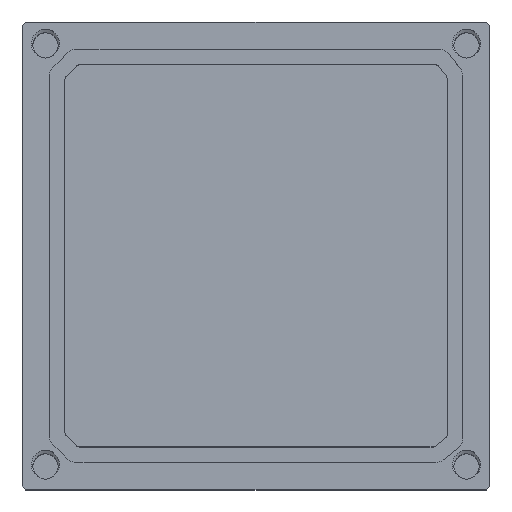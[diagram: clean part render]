
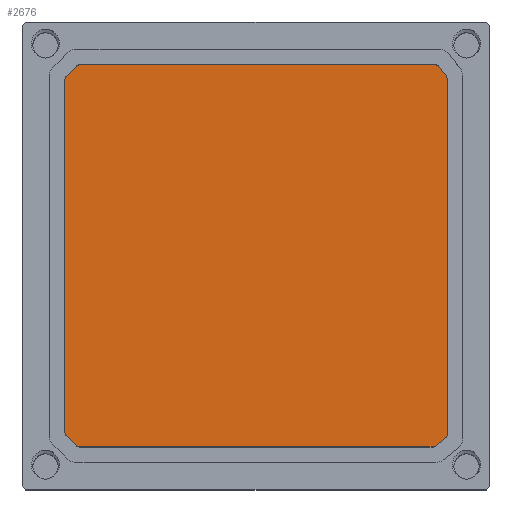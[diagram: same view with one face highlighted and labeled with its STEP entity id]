
A CAD part, top view. The second image highlights one B-rep face of the part: STEP entity #2676.
In plain terms, the highlighted planar face has unit normal (0, 0, 1).
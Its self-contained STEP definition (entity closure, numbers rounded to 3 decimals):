
#54=PLANE('',#2877);
#209=FACE_OUTER_BOUND('',#361,.T.);
#361=EDGE_LOOP('',(#2414,#2415,#2416,#2417,#2418,#2419,#2420,#2421,#2422,
#2423,#2424,#2425,#2426,#2427,#2428,#2429));
#382=CIRCLE('',#2795,0.25);
#384=CIRCLE('',#2799,0.25);
#386=CIRCLE('',#2803,0.25);
#388=CIRCLE('',#2807,0.25);
#390=CIRCLE('',#2811,0.25);
#392=CIRCLE('',#2815,0.25);
#394=CIRCLE('',#2819,0.25);
#396=CIRCLE('',#2823,0.25);
#682=LINE('',#10132,#846);
#687=LINE('',#10146,#851);
#691=LINE('',#10158,#855);
#695=LINE('',#10170,#859);
#699=LINE('',#10182,#863);
#703=LINE('',#10194,#867);
#707=LINE('',#10206,#871);
#711=LINE('',#10218,#875);
#846=VECTOR('',#3162,10.);
#851=VECTOR('',#3175,10.);
#855=VECTOR('',#3187,10.);
#859=VECTOR('',#3199,10.);
#863=VECTOR('',#3211,10.);
#867=VECTOR('',#3223,10.);
#871=VECTOR('',#3235,10.);
#875=VECTOR('',#3247,10.);
#1126=VERTEX_POINT('',#10130);
#1127=VERTEX_POINT('',#10131);
#1130=VERTEX_POINT('',#10139);
#1132=VERTEX_POINT('',#10145);
#1134=VERTEX_POINT('',#10151);
#1136=VERTEX_POINT('',#10157);
#1138=VERTEX_POINT('',#10163);
#1140=VERTEX_POINT('',#10169);
#1142=VERTEX_POINT('',#10175);
#1144=VERTEX_POINT('',#10181);
#1146=VERTEX_POINT('',#10187);
#1148=VERTEX_POINT('',#10193);
#1150=VERTEX_POINT('',#10199);
#1152=VERTEX_POINT('',#10205);
#1154=VERTEX_POINT('',#10211);
#1156=VERTEX_POINT('',#10217);
#1494=EDGE_CURVE('',#1126,#1127,#682,.T.);
#1498=EDGE_CURVE('',#1130,#1126,#382,.T.);
#1501=EDGE_CURVE('',#1132,#1130,#687,.T.);
#1504=EDGE_CURVE('',#1134,#1132,#384,.T.);
#1507=EDGE_CURVE('',#1136,#1134,#691,.T.);
#1510=EDGE_CURVE('',#1138,#1136,#386,.T.);
#1513=EDGE_CURVE('',#1140,#1138,#695,.T.);
#1516=EDGE_CURVE('',#1142,#1140,#388,.T.);
#1519=EDGE_CURVE('',#1144,#1142,#699,.T.);
#1522=EDGE_CURVE('',#1146,#1144,#390,.T.);
#1525=EDGE_CURVE('',#1148,#1146,#703,.T.);
#1528=EDGE_CURVE('',#1150,#1148,#392,.T.);
#1531=EDGE_CURVE('',#1152,#1150,#707,.T.);
#1534=EDGE_CURVE('',#1154,#1152,#394,.T.);
#1537=EDGE_CURVE('',#1156,#1154,#711,.T.);
#1540=EDGE_CURVE('',#1127,#1156,#396,.T.);
#2414=ORIENTED_EDGE('',*,*,#1494,.T.);
#2415=ORIENTED_EDGE('',*,*,#1540,.T.);
#2416=ORIENTED_EDGE('',*,*,#1537,.T.);
#2417=ORIENTED_EDGE('',*,*,#1534,.T.);
#2418=ORIENTED_EDGE('',*,*,#1531,.T.);
#2419=ORIENTED_EDGE('',*,*,#1528,.T.);
#2420=ORIENTED_EDGE('',*,*,#1525,.T.);
#2421=ORIENTED_EDGE('',*,*,#1522,.T.);
#2422=ORIENTED_EDGE('',*,*,#1519,.T.);
#2423=ORIENTED_EDGE('',*,*,#1516,.T.);
#2424=ORIENTED_EDGE('',*,*,#1513,.T.);
#2425=ORIENTED_EDGE('',*,*,#1510,.T.);
#2426=ORIENTED_EDGE('',*,*,#1507,.T.);
#2427=ORIENTED_EDGE('',*,*,#1504,.T.);
#2428=ORIENTED_EDGE('',*,*,#1501,.T.);
#2429=ORIENTED_EDGE('',*,*,#1498,.T.);
#2676=ADVANCED_FACE('',(#209),#54,.T.);
#2795=AXIS2_PLACEMENT_3D('',#10140,#3168,#3169);
#2799=AXIS2_PLACEMENT_3D('',#10152,#3180,#3181);
#2803=AXIS2_PLACEMENT_3D('',#10164,#3192,#3193);
#2807=AXIS2_PLACEMENT_3D('',#10176,#3204,#3205);
#2811=AXIS2_PLACEMENT_3D('',#10188,#3216,#3217);
#2815=AXIS2_PLACEMENT_3D('',#10200,#3228,#3229);
#2819=AXIS2_PLACEMENT_3D('',#10212,#3240,#3241);
#2823=AXIS2_PLACEMENT_3D('',#10223,#3252,#3253);
#2877=AXIS2_PLACEMENT_3D('',#10381,#3416,#3417);
#3162=DIRECTION('',(0.,1.,0.));
#3168=DIRECTION('center_axis',(0.,0.,1.));
#3169=DIRECTION('ref_axis',(1.,0.,0.));
#3175=DIRECTION('',(0.777,0.629,0.));
#3180=DIRECTION('center_axis',(0.,0.,1.));
#3181=DIRECTION('ref_axis',(0.629,-0.777,0.));
#3187=DIRECTION('',(1.,0.,0.));
#3192=DIRECTION('center_axis',(0.,0.,1.));
#3193=DIRECTION('ref_axis',(0.,-1.,0.));
#3199=DIRECTION('',(0.707,-0.707,0.));
#3204=DIRECTION('center_axis',(0.,0.,1.));
#3205=DIRECTION('ref_axis',(-0.707,-0.707,0.));
#3211=DIRECTION('',(0.,-1.,0.));
#3216=DIRECTION('center_axis',(0.,0.,1.));
#3217=DIRECTION('ref_axis',(-1.,0.,0.));
#3223=DIRECTION('',(-0.707,-0.707,0.));
#3228=DIRECTION('center_axis',(0.,0.,1.));
#3229=DIRECTION('ref_axis',(-0.707,0.707,0.));
#3235=DIRECTION('',(-1.,0.,0.));
#3240=DIRECTION('center_axis',(0.,0.,1.));
#3241=DIRECTION('ref_axis',(0.,1.,0.));
#3247=DIRECTION('',(-0.629,0.777,0.));
#3252=DIRECTION('center_axis',(0.,0.,1.));
#3253=DIRECTION('ref_axis',(0.777,0.629,0.));
#3416=DIRECTION('center_axis',(0.,0.,1.));
#3417=DIRECTION('ref_axis',(1.,0.,0.));
#10130=CARTESIAN_POINT('',(12.25,-11.474,0.));
#10131=CARTESIAN_POINT('',(12.25,11.396,0.));
#10132=CARTESIAN_POINT('',(12.25,-5.737,0.));
#10139=CARTESIAN_POINT('',(12.157,-11.668,0.));
#10140=CARTESIAN_POINT('Origin',(12.,-11.474,0.));
#10145=CARTESIAN_POINT('',(11.507,-12.194,0.));
#10146=CARTESIAN_POINT('',(11.011,-12.595,0.));
#10151=CARTESIAN_POINT('',(11.35,-12.25,0.));
#10152=CARTESIAN_POINT('Origin',(11.35,-12.,0.));
#10157=CARTESIAN_POINT('',(-11.336,-12.25,0.));
#10158=CARTESIAN_POINT('',(-5.668,-12.25,0.));
#10163=CARTESIAN_POINT('',(-11.513,-12.177,0.));
#10164=CARTESIAN_POINT('Origin',(-11.336,-12.,0.));
#10169=CARTESIAN_POINT('',(-12.177,-11.513,0.));
#10170=CARTESIAN_POINT('',(-12.011,-11.679,0.));
#10175=CARTESIAN_POINT('',(-12.25,-11.336,0.));
#10176=CARTESIAN_POINT('Origin',(-12.,-11.336,0.));
#10181=CARTESIAN_POINT('',(-12.25,11.336,0.));
#10182=CARTESIAN_POINT('',(-12.25,5.668,0.));
#10187=CARTESIAN_POINT('',(-12.177,11.513,0.));
#10188=CARTESIAN_POINT('Origin',(-12.,11.336,0.));
#10193=CARTESIAN_POINT('',(-11.513,12.177,0.));
#10194=CARTESIAN_POINT('',(-11.679,12.011,0.));
#10199=CARTESIAN_POINT('',(-11.336,12.25,0.));
#10200=CARTESIAN_POINT('Origin',(-11.336,12.,0.));
#10205=CARTESIAN_POINT('',(11.511,12.25,0.));
#10206=CARTESIAN_POINT('',(5.756,12.25,0.));
#10211=CARTESIAN_POINT('',(11.706,12.157,0.));
#10212=CARTESIAN_POINT('Origin',(11.511,12.,0.));
#10217=CARTESIAN_POINT('',(12.194,11.553,0.));
#10218=CARTESIAN_POINT('',(12.607,11.044,0.));
#10223=CARTESIAN_POINT('Origin',(12.,11.396,0.));
#10381=CARTESIAN_POINT('Origin',(0.,0.,0.));
